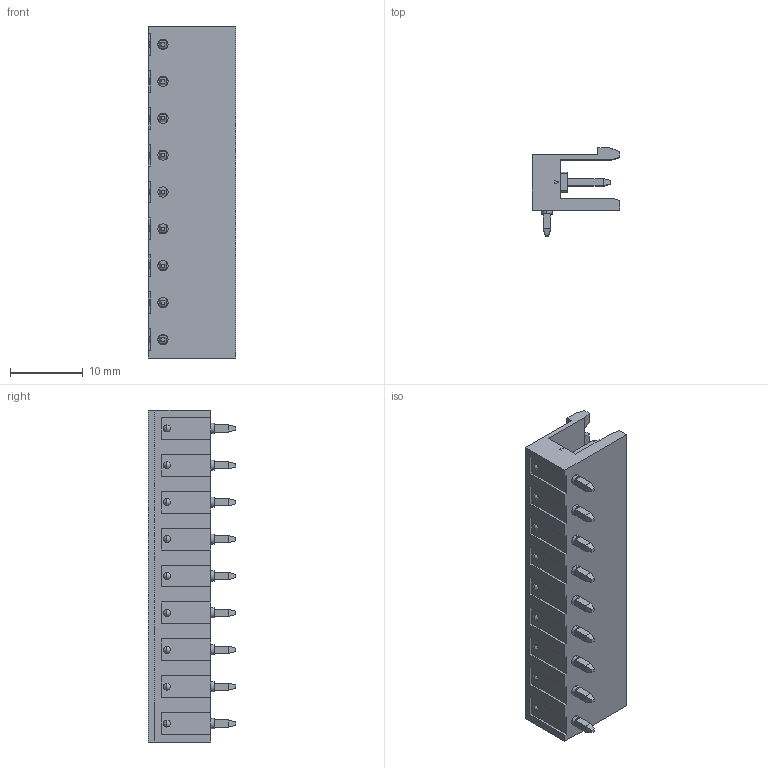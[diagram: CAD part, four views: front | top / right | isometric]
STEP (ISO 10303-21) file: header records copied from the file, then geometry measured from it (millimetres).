
FILE_DESCRIPTION (( 'STEP AP214' ), '1' );
FILE_NAME ('User Library-MSTB 2,5-9-G-5,08 1759088.STEP', '2017-04-23T08:26:35', ( 'Windows User' ), ( '' ), 'SwSTEP 2.0', 'SolidWorks 2017', '' );
FILE_SCHEMA (( 'AUTOMOTIVE_DESIGN' ));
Length unit declared in the file: millimetre
Products named in the file (2): User Library-MSTB 2,5-9-G-5,08 1759088; User Library-MSTB 2,5-9-G-5,08 1759088_mstb_2.5-9-g-5.08
Assembly tree (1 placements, depth 2):
  User Library-MSTB 2,5-9-G-5,08 1759088
    User Library-MSTB 2,5-9-G-5,08 1759088_mstb_2.5-9-g-5.08
Bounding box: 12 x 12.1 x 45.72 mm (x, y, z)
Volume: 2201.3 mm3; surface area: 3156.3 mm2
Topology: 1 solids, 1 shells, 500 faces, 1188 edges, 729 vertices
Faces by surface type: plane 407, cylinder 66, bspline 18, cone 9
Entity records: 19765 total; most frequent: CARTESIAN_POINT 2727, ORIENTED_EDGE 2340, DIRECTION 2337, EDGE_CURVE 1170, VECTOR 939, LINE 939, VERTEX_POINT 729, AXIS2_PLACEMENT_3D 699
